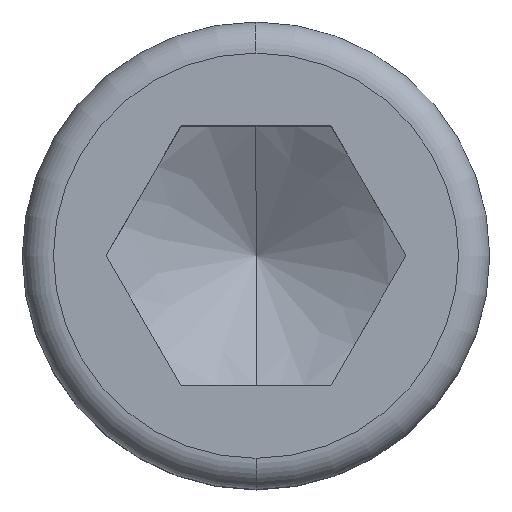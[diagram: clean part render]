
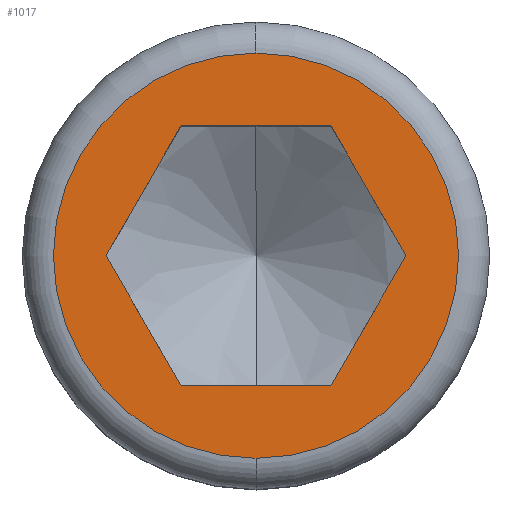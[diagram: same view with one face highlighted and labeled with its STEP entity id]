
A CAD part, top view. The second image highlights one B-rep face of the part: STEP entity #1017.
In plain terms, the highlighted planar face has unit normal (0, 0, 1).
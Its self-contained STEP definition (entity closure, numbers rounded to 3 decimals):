
#835=EDGE_CURVE('',#2007,#2095,#2393,.T.);
#871=VERTEX_POINT('',#2433);
#947=VERTEX_POINT('',#2518);
#975=EDGE_CURVE('',#1731,#1531,#2550,.T.);
#1017=ADVANCED_FACE('',(#2598,#2599),#2600,.T.);
#1149=EDGE_CURVE('',#1311,#871,#2751,.T.);
#1311=VERTEX_POINT('',#2939);
#1477=EDGE_CURVE('',#947,#2067,#3126,.T.);
#1531=VERTEX_POINT('',#3189);
#1731=VERTEX_POINT('',#3416);
#1799=EDGE_CURVE('',#2067,#1311,#3493,.T.);
#1877=EDGE_CURVE('',#2095,#947,#3580,.T.);
#2007=VERTEX_POINT('',#3731);
#2031=EDGE_CURVE('',#1531,#1731,#3758,.T.);
#2067=VERTEX_POINT('',#3804);
#2095=VERTEX_POINT('',#3835);
#2215=EDGE_CURVE('',#871,#2007,#3969,.T.);
#2393=LINE('',#4168,#4169);
#2433=CARTESIAN_POINT('',(2.888,-5.001,12.0));
#2518=CARTESIAN_POINT('',(-2.887,5.001,12.0));
#2550=CIRCLE('',#4380,7.8);
#2598=FACE_BOUND('',#4444,.T.);
#2599=FACE_OUTER_BOUND('',#4445,.T.);
#2600=PLANE('',#4446);
#2751=LINE('',#4666,#4667);
#2939=CARTESIAN_POINT('',(5.775,0.,12.0));
#3126=LINE('',#5208,#5209);
#3189=CARTESIAN_POINT('',(0.,7.8,12.));
#3416=CARTESIAN_POINT('',(0.,-7.8,12.));
#3493=LINE('',#5746,#5747);
#3580=LINE('',#5866,#5867);
#3731=CARTESIAN_POINT('',(-2.887,-5.001,12.0));
#3758=CIRCLE('',#6118,7.8);
#3804=CARTESIAN_POINT('',(2.887,5.001,12.0));
#3835=CARTESIAN_POINT('',(-5.775,0.,12.0));
#3969=LINE('',#6405,#6406);
#4168=CARTESIAN_POINT('',(-5.053,-1.25,12.0));
#4169=VECTOR('',#6639,1.0);
#4380=AXIS2_PLACEMENT_3D('',#6816,#6817,#6818);
#4444=EDGE_LOOP('',(#6871,#6872,#6873,#6874,#6875,#6876));
#4445=EDGE_LOOP('',(#6877,#6878));
#4446=AXIS2_PLACEMENT_3D('',#6879,#6880,#6881);
#4666=CARTESIAN_POINT('',(3.609,-3.751,12.0));
#4667=VECTOR('',#7103,1.0);
#5208=CARTESIAN_POINT('',(1.444,5.001,12.0));
#5209=VECTOR('',#7594,1.0);
#5746=CARTESIAN_POINT('',(5.053,1.25,12.0));
#5747=VECTOR('',#8015,1.0);
#5866=CARTESIAN_POINT('',(-3.609,3.751,12.0));
#5867=VECTOR('',#8112,1.0);
#6118=AXIS2_PLACEMENT_3D('',#8330,#8331,#8332);
#6405=CARTESIAN_POINT('',(-1.444,-5.001,12.0));
#6406=VECTOR('',#8606,1.0);
#6639=DIRECTION('',(-0.5,0.866,0.0));
#6816=CARTESIAN_POINT('',(0.,0.,12.));
#6817=DIRECTION('',(0.0,0.0,1.0));
#6818=DIRECTION('',(-1.0,0.0,0.0));
#6871=ORIENTED_EDGE('',*,*,#835,.T.);
#6872=ORIENTED_EDGE('',*,*,#1877,.T.);
#6873=ORIENTED_EDGE('',*,*,#1477,.T.);
#6874=ORIENTED_EDGE('',*,*,#1799,.T.);
#6875=ORIENTED_EDGE('',*,*,#1149,.T.);
#6876=ORIENTED_EDGE('',*,*,#2215,.T.);
#6877=ORIENTED_EDGE('',*,*,#975,.T.);
#6878=ORIENTED_EDGE('',*,*,#2031,.T.);
#6879=CARTESIAN_POINT('',(0.,-7.387,12.));
#6880=DIRECTION('',(0.0,0.0,1.0));
#6881=DIRECTION('',(0.,-1.0,0.0));
#7103=DIRECTION('',(-0.5,-0.866,0.0));
#7594=DIRECTION('',(1.0,0.0,0.0));
#8015=DIRECTION('',(0.5,-0.866,0.0));
#8112=DIRECTION('',(0.5,0.866,0.0));
#8330=CARTESIAN_POINT('',(0.,0.,12.));
#8331=DIRECTION('',(0.0,0.0,1.0));
#8332=DIRECTION('',(-1.0,0.0,0.0));
#8606=DIRECTION('',(-1.0,0.0,0.0));
